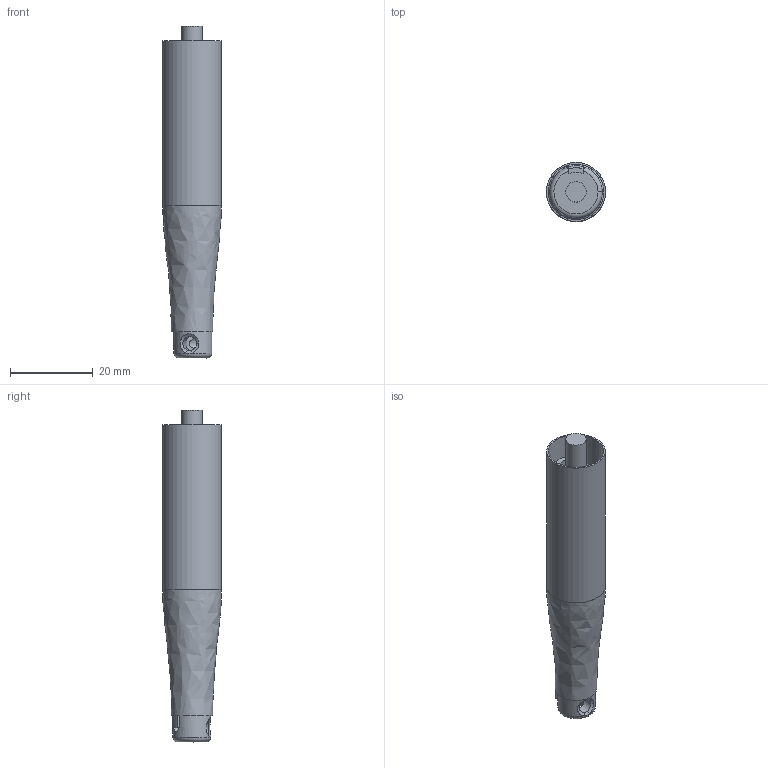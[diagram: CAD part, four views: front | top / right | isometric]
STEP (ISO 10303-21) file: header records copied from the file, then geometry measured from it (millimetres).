
FILE_DESCRIPTION(('FreeCAD Model'),'2;1');
FILE_NAME('Open CASCADE Shape Model','2024-05-20T18:19:31',('Author'),( ''),'Open CASCADE STEP processor 7.6','FreeCAD','Unknown');
FILE_SCHEMA(('AUTOMOTIVE_DESIGN { 1 0 10303 214 1 1 1 1 }'));
Length unit declared in the file: millimetre
Products named in the file (5): Assembly_new_handpiece_1335; Front cap_001; Solenoid 1335_001; Tube_001; Collet GRS_001
Assembly tree (4 placements, depth 2):
  Assembly_new_handpiece_1335
    Front cap_001
    Solenoid 1335_001
    Tube_001
    Collet GRS_001
Bounding box: 14.3 x 14.3 x 80.45 mm (x, y, z)
Volume: 8483.4 mm3; surface area: 8465.1 mm2
Topology: 4 solids, 4 shells, 67 faces, 145 edges, 90 vertices
Faces by surface type: plane 28, cylinder 22, bspline 9, torus 5, cone 2, revolution 1
Full cylindrical faces by diameter (mm): 2 x1, 3.4 x1, 3.45 x1, 3.6 x1, 4 x1, 5 x1, 6.35 x2, 7.2 x1, 9.2 x1, 9.52 x1, 9.7 x1, 12.7 x1, 13.5 x2, 14.3 x1
Entity records: 3210 total; most frequent: CARTESIAN_POINT 1670, DIRECTION 293, ORIENTED_EDGE 290, EDGE_CURVE 145, AXIS2_PLACEMENT_3D 122, VERTEX_POINT 90, FACE_BOUND 79, EDGE_LOOP 79
